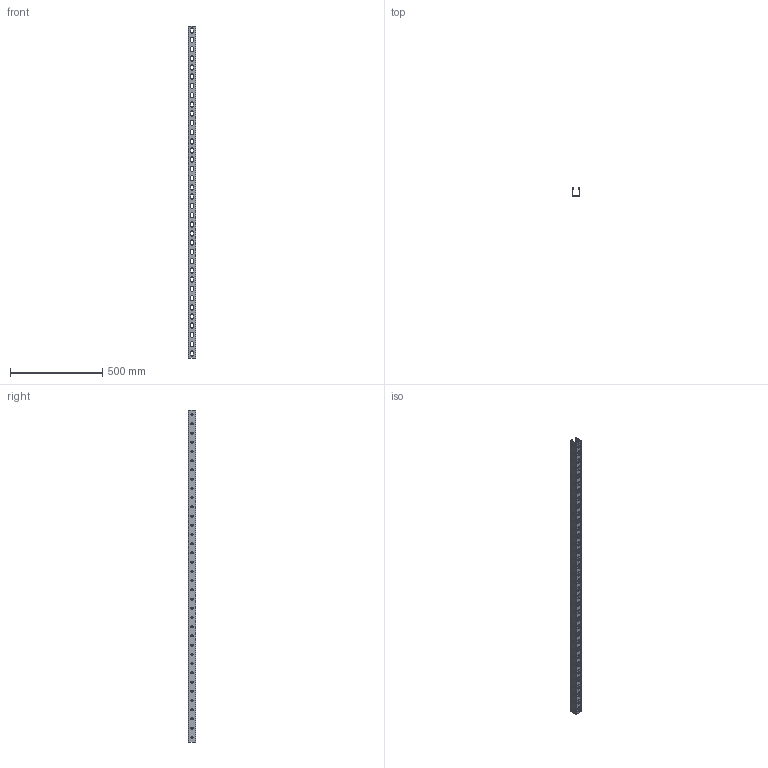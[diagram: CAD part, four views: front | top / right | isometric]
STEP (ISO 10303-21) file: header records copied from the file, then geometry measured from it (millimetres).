
FILE_DESCRIPTION (( 'STEP AP203' ), '1' );
FILE_NAME ('STRUT-镳铘桦黖h41-1800.step', '2022-01-25T05:24:41', ( '' ), ( '' ), 'SwSTEP 2.0', 'SolidWorks 2017', '' );
FILE_SCHEMA (( 'CONFIG_CONTROL_DESIGN' ));
Length unit declared in the file: millimetre
Products named in the file (1): STRUT-镳铘桦黖h41-1800
Bounding box: 41 x 41 x 1800 mm (x, y, z)
Volume: 551594.8 mm3; surface area: 473189.3 mm2
Topology: 1 solids, 1 shells, 2080 faces, 6210 edges, 4132 vertices
Faces by surface type: plane 1858, cylinder 222
Entity records: 69335 total; most frequent: CARTESIAN_POINT 12423, ORIENTED_EDGE 12420, DIRECTION 10816, EDGE_CURVE 6210, VECTOR 5766, LINE 5766, VERTEX_POINT 4132, AXIS2_PLACEMENT_3D 2525
